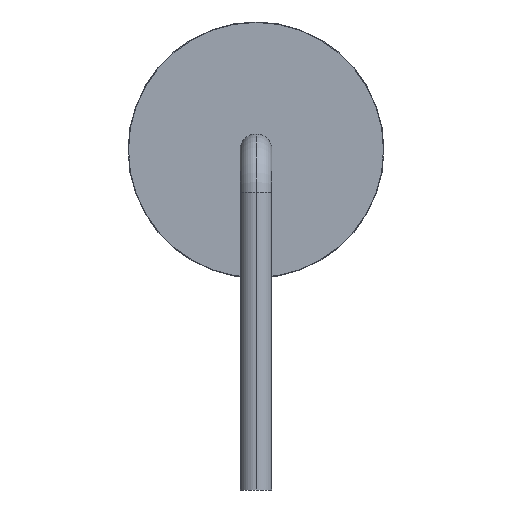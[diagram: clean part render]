
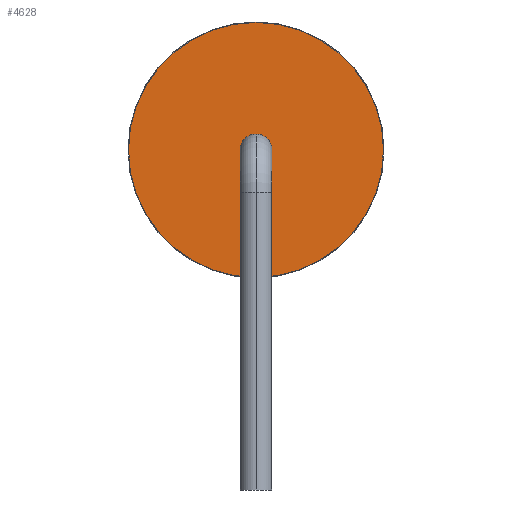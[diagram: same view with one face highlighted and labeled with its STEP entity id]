
A CAD part, left-side view. The second image highlights one B-rep face of the part: STEP entity #4628.
In plain terms, the highlighted planar face has unit normal (-1, 0, 0).
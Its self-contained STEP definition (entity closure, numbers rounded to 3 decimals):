
#399 = EDGE_CURVE ( 'NONE', #5126, #1412, #3178, .T. ) ;
#1412 = VERTEX_POINT ( 'NONE', #5909 ) ;
#1992 = ORIENTED_EDGE ( 'NONE', *, *, #5416, .T. ) ;
#2400 = VERTEX_POINT ( 'NONE', #12538 ) ;
#2444 = FACE_BOUND ( 'NONE', #2477, .T. ) ;
#2477 = EDGE_LOOP ( 'NONE', ( #14223, #7460 ) ) ;
#2507 = EDGE_CURVE ( 'NONE', #1412, #5126, #8688, .T. ) ;
#2781 = AXIS2_PLACEMENT_3D ( 'NONE', #4674, #13759, #12294 ) ;
#2950 = DIRECTION ( 'NONE',  ( -1., 0., 0. ) ) ;
#3178 = CIRCLE ( 'NONE', #13582, 0.375 ) ;
#3811 = DIRECTION ( 'NONE',  ( 0., 0., 1. ) ) ;
#4628 = ADVANCED_FACE ( 'NONE', ( #2444, #6810 ), #4672, .F. ) ;
#4672 = PLANE ( 'NONE',  #5383 ) ;
#4674 = CARTESIAN_POINT ( 'NONE',  ( -8.75, 0., 0. ) ) ;
#4941 = CARTESIAN_POINT ( 'NONE',  ( -8.75, 0., -0.375 ) ) ;
#5126 = VERTEX_POINT ( 'NONE', #11561 ) ;
#5349 = DIRECTION ( 'NONE',  ( -1., 0., 0. ) ) ;
#5383 = AXIS2_PLACEMENT_3D ( 'NONE', #4941, #6020, #9170 ) ;
#5416 = EDGE_CURVE ( 'NONE', #10825, #2400, #14101, .T. ) ;
#5909 = CARTESIAN_POINT ( 'NONE',  ( -8.75, 0., 0.375 ) ) ;
#6020 = DIRECTION ( 'NONE',  ( 1., 0., 0. ) ) ;
#6062 = DIRECTION ( 'NONE',  ( -1., 0., 0. ) ) ;
#6281 = EDGE_CURVE ( 'NONE', #2400, #10825, #9730, .T. ) ;
#6338 = CARTESIAN_POINT ( 'NONE',  ( -8.75, 0., 0. ) ) ;
#6499 = CARTESIAN_POINT ( 'NONE',  ( -8.75, 0., 0. ) ) ;
#6810 = FACE_OUTER_BOUND ( 'NONE', #13848, .T. ) ;
#7364 = DIRECTION ( 'NONE',  ( 0., 0., 1. ) ) ;
#7460 = ORIENTED_EDGE ( 'NONE', *, *, #2507, .F. ) ;
#7560 = ORIENTED_EDGE ( 'NONE', *, *, #6281, .T. ) ;
#8310 = CARTESIAN_POINT ( 'NONE',  ( -8.75, 0., 0. ) ) ;
#8548 = AXIS2_PLACEMENT_3D ( 'NONE', #8310, #6062, #3811 ) ;
#8688 = CIRCLE ( 'NONE', #11928, 0.375 ) ;
#9170 = DIRECTION ( 'NONE',  ( 0., 0., -1. ) ) ;
#9730 = CIRCLE ( 'NONE', #8548, 3. ) ;
#10825 = VERTEX_POINT ( 'NONE', #13343 ) ;
#11561 = CARTESIAN_POINT ( 'NONE',  ( -8.75, 0., -0.375 ) ) ;
#11734 = DIRECTION ( 'NONE',  ( 0., 0., 1. ) ) ;
#11928 = AXIS2_PLACEMENT_3D ( 'NONE', #6338, #2950, #7364 ) ;
#12294 = DIRECTION ( 'NONE',  ( 0., 0., 1. ) ) ;
#12538 = CARTESIAN_POINT ( 'NONE',  ( -8.75, 0., 3. ) ) ;
#13343 = CARTESIAN_POINT ( 'NONE',  ( -8.75, 0., -3. ) ) ;
#13582 = AXIS2_PLACEMENT_3D ( 'NONE', #6499, #5349, #11734 ) ;
#13759 = DIRECTION ( 'NONE',  ( -1., 0., 0. ) ) ;
#13848 = EDGE_LOOP ( 'NONE', ( #7560, #1992 ) ) ;
#14101 = CIRCLE ( 'NONE', #2781, 3. ) ;
#14223 = ORIENTED_EDGE ( 'NONE', *, *, #399, .F. ) ;
